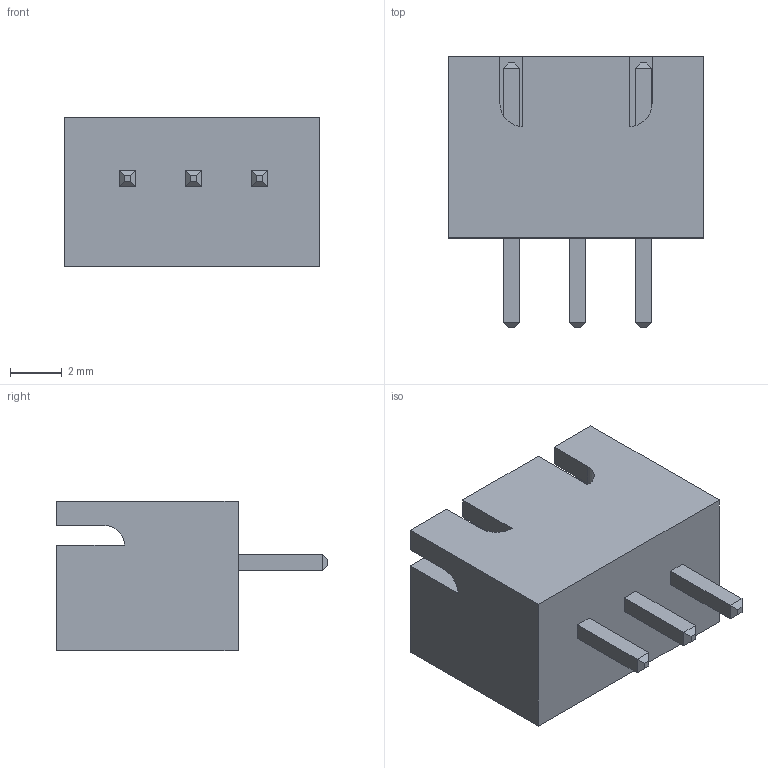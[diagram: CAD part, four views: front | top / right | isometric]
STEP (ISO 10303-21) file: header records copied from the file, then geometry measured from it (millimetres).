
FILE_DESCRIPTION (( 'STEP AP214' ), '1' );
FILE_NAME ('JST XH 3 B3B-XH-A.STEP', '2018-01-23T21:07:27', ( '' ), ( '' ), 'SwSTEP 2.0', 'SolidWorks 2017', '' );
FILE_SCHEMA (( 'AUTOMOTIVE_DESIGN' ));
Length unit declared in the file: millimetre
Products named in the file (1): JST XH 3 B3B-XH-A
Bounding box: 9.86 x 10.45 x 5.75 mm (x, y, z)
Volume: 189.2 mm3; surface area: 555.6 mm2
Topology: 1 solids, 1 shells, 80 faces, 192 edges, 120 vertices
Faces by surface type: plane 76, cylinder 4
Entity records: 2880 total; most frequent: CARTESIAN_POINT 393, ORIENTED_EDGE 384, DIRECTION 362, EDGE_CURVE 192, LINE 184, VECTOR 184, VERTEX_POINT 120, AXIS2_PLACEMENT_3D 89
